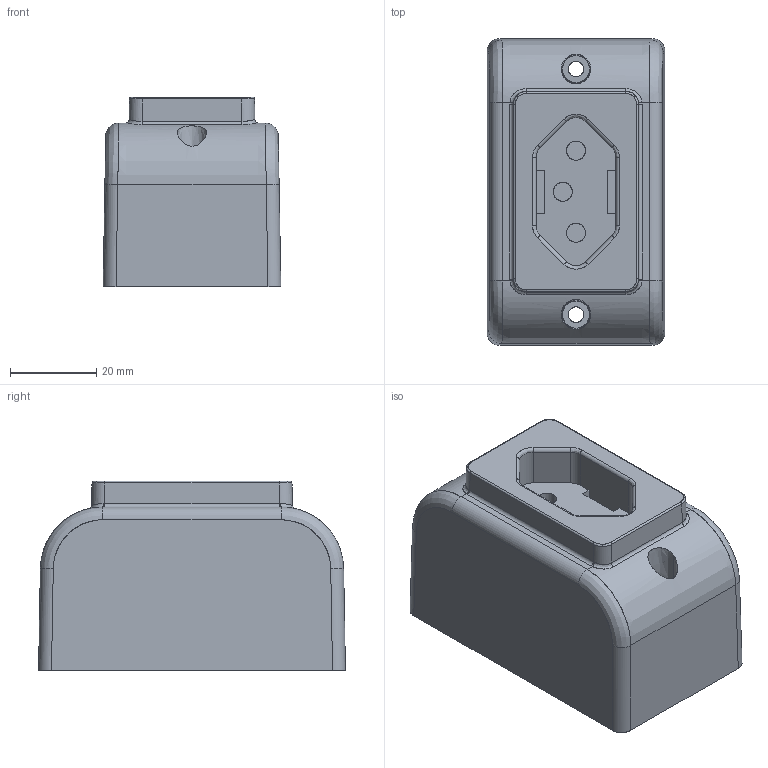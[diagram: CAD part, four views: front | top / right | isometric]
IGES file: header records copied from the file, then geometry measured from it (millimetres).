
Start section: SolidWorks IGES file using analytic representation for surfaces
Global section: file name: 88040330.IGS; native system: SolidWorks 2015; preprocessor: SolidWorks 2015; author: DGoodwin; date: 160715.102801; units: inch
Bounding box: 41.27 x 71.25 x 44 mm (x, y, z)
Surface area: 29208.3 mm2 (no closed solid volume)
Topology: 0 solids, 0 shells, 432 faces, 6023 edges, 6011 vertices
Faces by surface type: revolution 221, bspline 211
